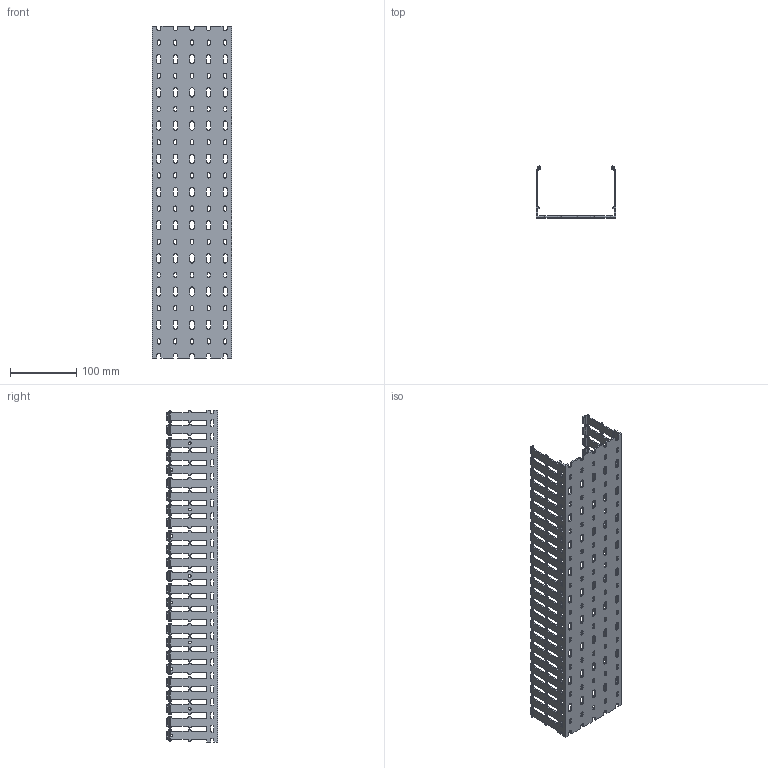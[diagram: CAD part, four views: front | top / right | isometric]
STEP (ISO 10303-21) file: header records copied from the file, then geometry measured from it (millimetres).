
FILE_DESCRIPTION (( 'STEP AP214' ), '1' );
FILE_NAME ('盷贄鍧闉鍕_RL_Corpo_T1_120x080.STEP', '2018-11-14T08:38:01', ( '' ), ( '' ), 'SwSTEP 2.0', 'SolidWorks 2016', '' );
FILE_SCHEMA (( 'AUTOMOTIVE_DESIGN' ));
Length unit declared in the file: millimetre
Products named in the file (1): 盷贄鍧闉鍕_RL_Corpo_T1_120x080
Bounding box: 120 x 77.54 x 500 mm (x, y, z)
Volume: 234758.6 mm3; surface area: 247826.8 mm2
Topology: 1 solids, 1 shells, 2572 faces, 7740 edges, 5160 vertices
Faces by surface type: cylinder 1426, plane 1146
Full cylindrical faces by diameter (mm): 4 x20
Entity records: 91802 total; most frequent: CARTESIAN_POINT 22043, ORIENTED_EDGE 15420, DIRECTION 13998, EDGE_CURVE 7710, VERTEX_POINT 5150, AXIS2_PLACEMENT_3D 4825, VECTOR 4348, LINE 4348
